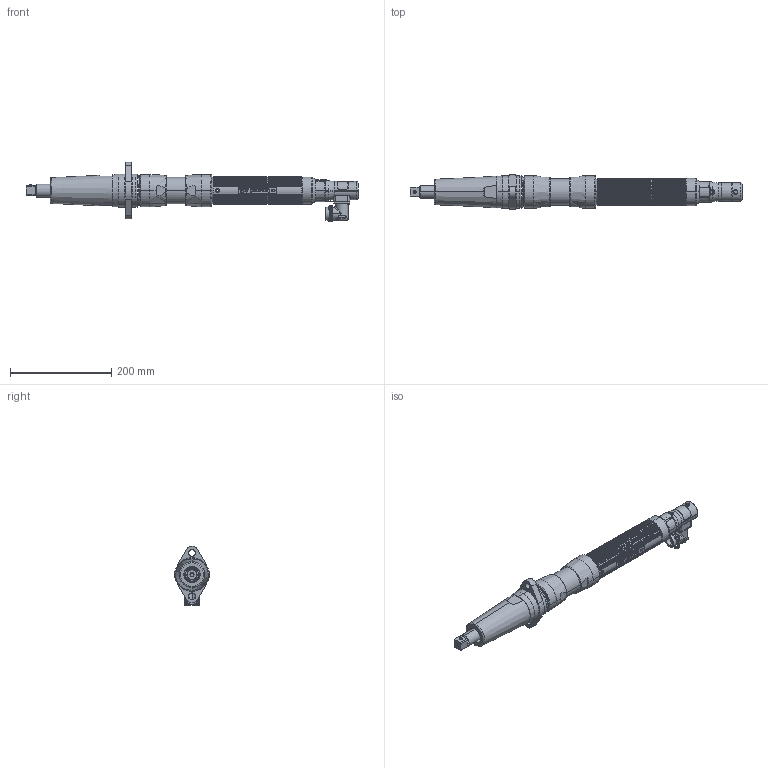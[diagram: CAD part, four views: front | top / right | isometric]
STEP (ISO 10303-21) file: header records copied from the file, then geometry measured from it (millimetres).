
FILE_DESCRIPTION((''),'2;1');
FILE_NAME('EB55MB3F1-320R','2013-06-11T',('MAM0508'),(''),'PRO/ENGINEER BY PARAMETRIC TECHNOLOGY CORPORATION, 2010430','PRO/ENGINEER BY PARAMETRIC TECHNOLOGY CORPORATION, 2010430','');
FILE_SCHEMA(('CONFIG_CONTROL_DESIGN'));
Length unit declared in the file: inch
Products named in the file (1): EB55MB3F1-320R
Bounding box: 655.24 x 68.28 x 116.78 mm (x, y, z)
Surface area: 179486.4 mm2 (no closed solid volume)
Topology: 0 solids, 98 shells, 419 faces, 2706 edges, 2275 vertices
Faces by surface type: cylinder 206, plane 113, torus 37, cone 36, bspline 25, extrusion 2
Entity records: 32649 total; most frequent: CARTESIAN_POINT 13701, DIRECTION 3526, ORIENTED_EDGE 3326, EDGE_CURVE 2706, VERTEX_POINT 2275, VECTOR 1432, LINE 1430, AXIS2_PLACEMENT_3D 1047
